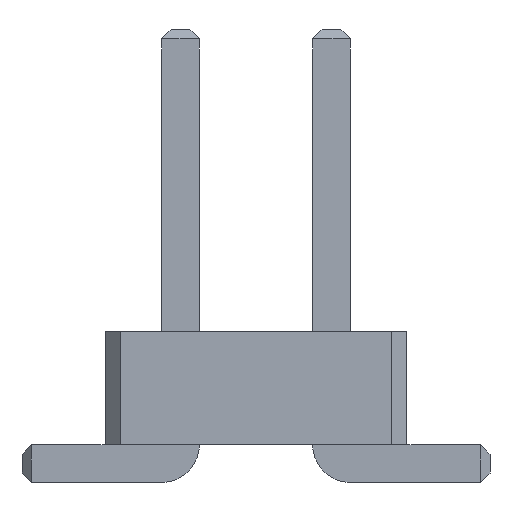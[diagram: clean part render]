
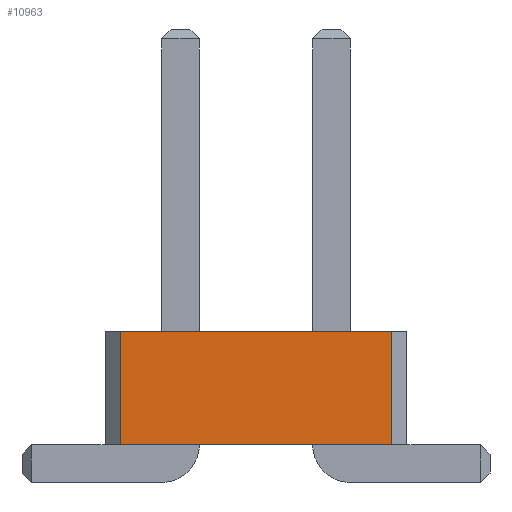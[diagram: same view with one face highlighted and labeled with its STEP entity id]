
A CAD part, front view. The second image highlights one B-rep face of the part: STEP entity #10963.
In plain terms, the highlighted planar face has unit normal (0, -1, 0).
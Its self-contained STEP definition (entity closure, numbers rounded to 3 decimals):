
#2006 = VERTEX_POINT('',#2007);
#2007 = CARTESIAN_POINT('',(1.8,-26.,0.5));
#2013 = EDGE_CURVE('',#2014,#2006,#2016,.T.);
#2014 = VERTEX_POINT('',#2015);
#2015 = CARTESIAN_POINT('',(-1.8,-26.,0.5));
#2016 = LINE('',#2017,#2018);
#2017 = CARTESIAN_POINT('',(-1.8,-26.,0.5));
#2018 = VECTOR('',#2019,1.);
#2019 = DIRECTION('',(1.,0.,0.));
#4494 = VERTEX_POINT('',#4495);
#4495 = CARTESIAN_POINT('',(1.8,-26.,2.));
#4501 = EDGE_CURVE('',#4502,#4494,#4504,.T.);
#4502 = VERTEX_POINT('',#4503);
#4503 = CARTESIAN_POINT('',(-1.8,-26.,2.));
#4504 = LINE('',#4505,#4506);
#4505 = CARTESIAN_POINT('',(-1.8,-26.,2.));
#4506 = VECTOR('',#4507,1.);
#4507 = DIRECTION('',(1.,0.,0.));
#10952 = EDGE_CURVE('',#2014,#4502,#10953,.T.);
#10953 = LINE('',#10954,#10955);
#10954 = CARTESIAN_POINT('',(-1.8,-26.,0.5));
#10955 = VECTOR('',#10956,1.);
#10956 = DIRECTION('',(0.,0.,1.));
#10963 = ADVANCED_FACE('',(#10964),#10975,.F.);
#10964 = FACE_BOUND('',#10965,.F.);
#10965 = EDGE_LOOP('',(#10966,#10967,#10968,#10974));
#10966 = ORIENTED_EDGE('',*,*,#10952,.T.);
#10967 = ORIENTED_EDGE('',*,*,#4501,.T.);
#10968 = ORIENTED_EDGE('',*,*,#10969,.F.);
#10969 = EDGE_CURVE('',#2006,#4494,#10970,.T.);
#10970 = LINE('',#10971,#10972);
#10971 = CARTESIAN_POINT('',(1.8,-26.,0.5));
#10972 = VECTOR('',#10973,1.);
#10973 = DIRECTION('',(0.,0.,1.));
#10974 = ORIENTED_EDGE('',*,*,#2013,.F.);
#10975 = PLANE('',#10976);
#10976 = AXIS2_PLACEMENT_3D('',#10977,#10978,#10979);
#10977 = CARTESIAN_POINT('',(-1.8,-26.,0.5));
#10978 = DIRECTION('',(0.,1.,0.));
#10979 = DIRECTION('',(1.,0.,0.));
